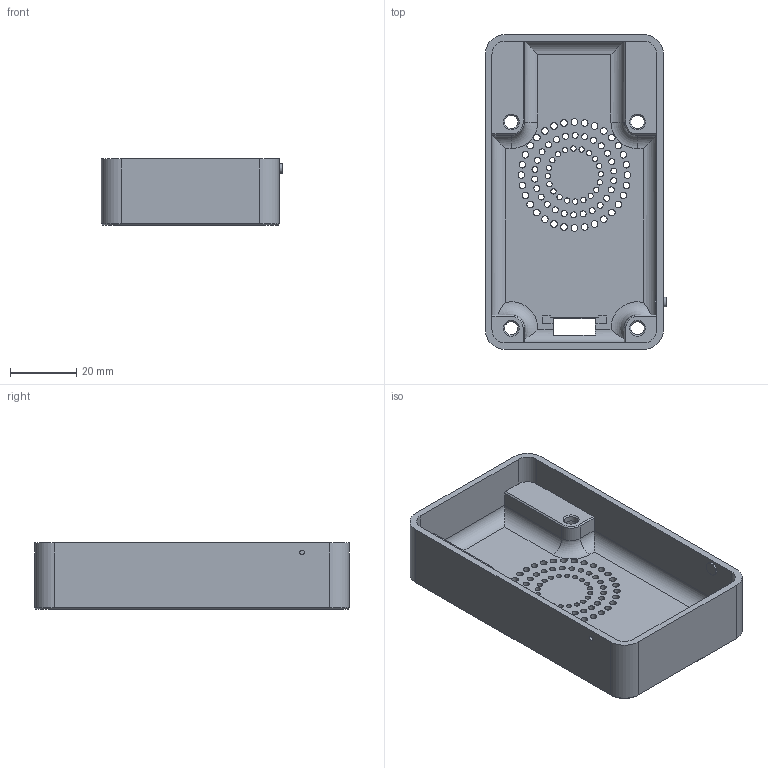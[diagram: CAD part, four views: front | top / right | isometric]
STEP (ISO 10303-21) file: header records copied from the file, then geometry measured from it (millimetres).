
FILE_DESCRIPTION(/* description */ (''),/* implementation_level */ '2;1');
FILE_NAME(/* name */ 'Pithy Screen Plus Mount B.step',/* time_stamp */ '2021-02-01T21:13:34+00:00',/* author */ (''),/* organization */ (''),/* preprocessor_version */ 'ST-DEVELOPER v18.1',/* originating_system */ 'Autodesk Translation Framework v9.7.0.1280',/* authorisation */ '');
FILE_SCHEMA (('AUTOMOTIVE_DESIGN { 1 0 10303 214 3 1 1 }'));
Length unit declared in the file: millimetre
Products named in the file (2): Pithy Screen Plus Mount B; Secret Switch
Assembly tree (1 placements, depth 2):
  Pithy Screen Plus Mount B
    Secret Switch
Bounding box: 54.72 x 95.05 x 20 mm (x, y, z)
Volume: 25677.8 mm3; surface area: 21407.2 mm2
Topology: 2 solids, 2 shells, 194 faces, 528 edges, 340 vertices
Faces by surface type: cylinder 111, plane 59, cone 20, torus 4
Full cylindrical faces by diameter (mm): 1.4 x1, 1.6 x20, 1.8 x26, 2 x32, 2.9 x1, 3.3 x1, 4 x5, 4.2 x1, 6 x4
Entity records: 6630 total; most frequent: DIRECTION 1158, CARTESIAN_POINT 1115, ORIENTED_EDGE 1056, EDGE_CURVE 528, AXIS2_PLACEMENT_3D 441, EDGE_LOOP 366, VERTEX_POINT 340, LINE 276
